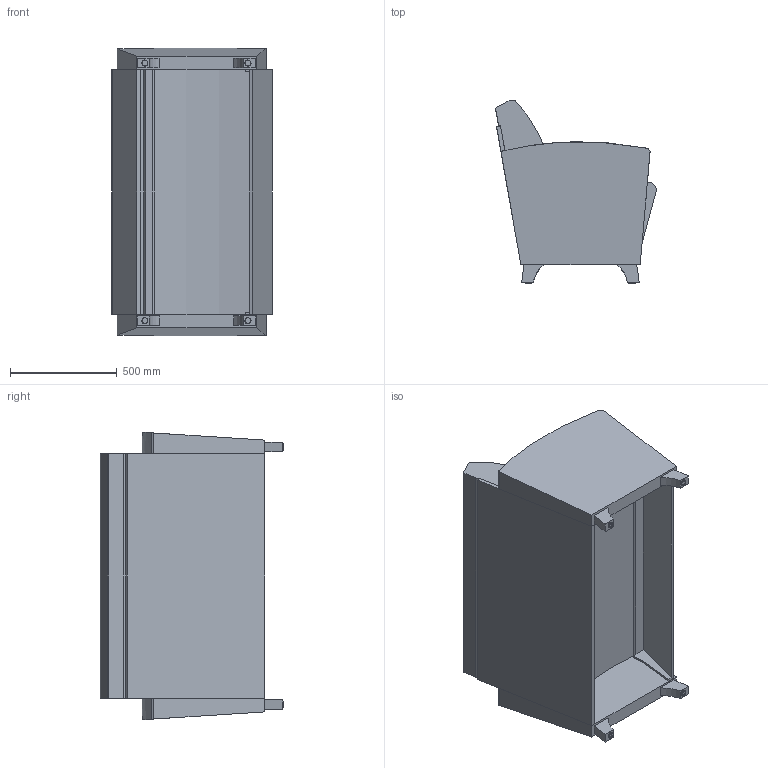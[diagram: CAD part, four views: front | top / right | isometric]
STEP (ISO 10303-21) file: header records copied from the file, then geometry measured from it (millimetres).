
FILE_DESCRIPTION(/* description */ (''),/* implementation_level */ '2;1');
FILE_NAME(/* name */ 'DIA20UA (SYMBOL).stp',/* time_stamp */ '2017-03-31T13:34:27-04:00',/* author */ ('emerkel'),/* organization */ (''),/* preprocessor_version */ 'ST-DEVELOPER v16.5',/* originating_system */ 'Autodesk Inventor 2017',/* authorisation */ '');
FILE_SCHEMA (('AUTOMOTIVE_DESIGN { 1 0 10303 214 3 1 1 }'));
Length unit declared in the file: inch
Products named in the file (9): DIA20UA (SYMBOL); DIA20 BF; DIA20 SF; DIA10 UARMR (generic); DIA10 UARML (generic); DIA20-15 (generic); LEG WBO SQ 1-2; LEG WBO SQ1-2; GLIDE APFAA06-1
Assembly tree (11 placements, depth 3):
  DIA20UA (SYMBOL)
    DIA20 BF
    DIA20 SF
    DIA10 UARMR (generic)
    DIA10 UARML (generic)
    DIA20-15 (generic)
    LEG WBO SQ 1-2  x4
      LEG WBO SQ1-2
      GLIDE APFAA06-1
Bounding box: 752.79 x 858.05 x 1345.84 mm (x, y, z)
Volume: 227778635.6 mm3; surface area: 7416979.4 mm2
Topology: 29 solids, 29 shells, 336 faces, 778 edges, 516 vertices
Faces by surface type: plane 205, cone 64, cylinder 63, torus 4
Full cylindrical faces by diameter (mm): 9.525 x4, 10.77 x4, 11.906 x4, 16.002 x4, 19.05 x4, 28.575 x4
Entity records: 4052 total; most frequent: DIRECTION 703, CARTESIAN_POINT 697, ORIENTED_EDGE 612, EDGE_CURVE 306, AXIS2_PLACEMENT_3D 261, VERTEX_POINT 207, LINE 181, VECTOR 181
